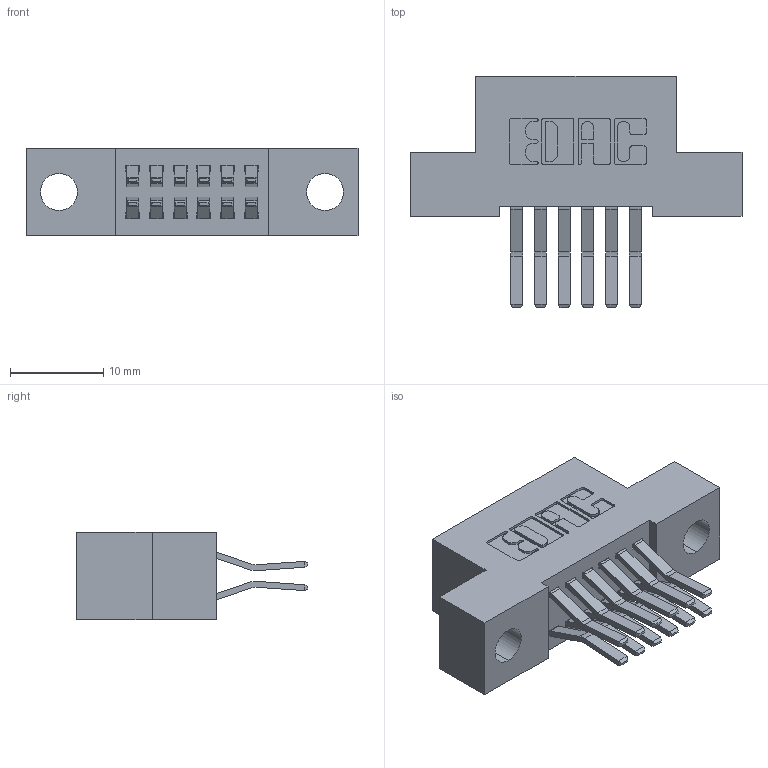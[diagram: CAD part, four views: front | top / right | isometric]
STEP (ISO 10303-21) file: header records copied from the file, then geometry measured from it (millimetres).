
FILE_DESCRIPTION (( 'STEP AP203' ), '1' );
FILE_NAME ('392-012-560-204.STEP', '2019-10-07T01:45:49', ( '' ), ( '' ), 'SwSTEP 2.0', 'SolidWorks 2016', '' );
FILE_SCHEMA (( 'CONFIG_CONTROL_DESIGN' ));
Length unit declared in the file: inch
Products named in the file (3): 342 Part_.156 TH; 345-292-001_560 Tail; 392-012-560-204
Assembly tree (13 placements, depth 2):
  392-012-560-204
    342 Part_.156 TH
    345-292-001_560 Tail  x12
Bounding box: 35.56 x 24.78 x 9.4 mm (x, y, z)
Volume: 3016.4 mm3; surface area: 4036 mm2
Topology: 13 solids, 13 shells, 758 faces, 2231 edges, 1470 vertices
Faces by surface type: plane 498, cylinder 260
Entity records: 8475 total; most frequent: CARTESIAN_POINT 1446, ORIENTED_EDGE 1382, DIRECTION 1303, EDGE_CURVE 691, LINE 559, VECTOR 559, VERTEX_POINT 458, AXIS2_PLACEMENT_3D 372
